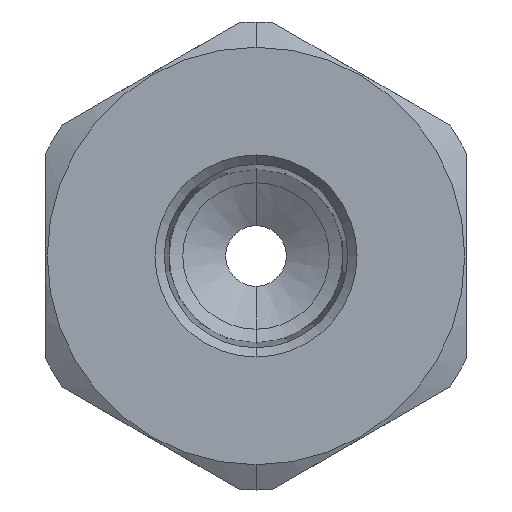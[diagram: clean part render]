
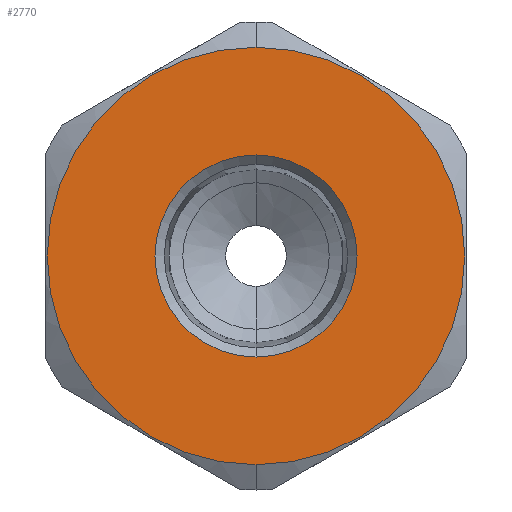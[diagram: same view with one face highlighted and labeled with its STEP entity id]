
A CAD part, left-side view. The second image highlights one B-rep face of the part: STEP entity #2770.
In plain terms, the highlighted planar face has unit normal (-1, 0, 0).
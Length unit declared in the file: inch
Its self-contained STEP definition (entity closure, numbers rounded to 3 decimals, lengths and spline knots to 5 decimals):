
#34 = CIRCLE ( 'NONE', #36, 0.62 ) ;
#36 = AXIS2_PLACEMENT_3D ( 'NONE', #6639, #6640, #6641 ) ;
#129 = CIRCLE ( 'NONE', #131, 0.3 ) ;
#131 = AXIS2_PLACEMENT_3D ( 'NONE', #3798, #3799, #3800 ) ;
#276 = EDGE_CURVE ( 'NONE', #1912, #1910, #5495, .T. ) ;
#319 = EDGE_CURVE ( 'NONE', #1866, #1865, #1050, .T. ) ;
#510 = CARTESIAN_POINT ( 'NONE',  ( 0., 0., 0. ) ) ;
#511 = DIRECTION ( 'NONE',  ( 1., 0., 0. ) ) ;
#512 = DIRECTION ( 'NONE',  ( 0., 0., -1. ) ) ;
#724 = CARTESIAN_POINT ( 'NONE',  ( 0., 0., 0. ) ) ;
#725 = DIRECTION ( 'NONE',  ( 1., 0., 0. ) ) ;
#726 = DIRECTION ( 'NONE',  ( 0., 0., -1. ) ) ;
#1050 = CIRCLE ( 'NONE', #1055, 0.3 ) ;
#1055 = AXIS2_PLACEMENT_3D ( 'NONE', #724, #725, #726 ) ;
#1865 = VERTEX_POINT ( 'NONE', #5712 ) ;
#1866 = VERTEX_POINT ( 'NONE', #5713 ) ;
#1910 = VERTEX_POINT ( 'NONE', #5757 ) ;
#1912 = VERTEX_POINT ( 'NONE', #5759 ) ;
#2770 = ADVANCED_FACE ( 'NONE', ( #5903, #5904 ), #5905, .T. ) ;
#3798 = CARTESIAN_POINT ( 'NONE',  ( 0., 0., 0. ) ) ;
#3799 = DIRECTION ( 'NONE',  ( 1., 0., 0. ) ) ;
#3800 = DIRECTION ( 'NONE',  ( 0., 0., -1. ) ) ;
#4319 = EDGE_LOOP ( 'NONE', ( #4756, #4757 ) ) ;
#4329 = EDGE_LOOP ( 'NONE', ( #4758, #4759 ) ) ;
#4756 = ORIENTED_EDGE ( 'NONE', *, *, #5464, .T. ) ;
#4757 = ORIENTED_EDGE ( 'NONE', *, *, #319, .T. ) ;
#4758 = ORIENTED_EDGE ( 'NONE', *, *, #5346, .F. ) ;
#4759 = ORIENTED_EDGE ( 'NONE', *, *, #276, .F. ) ;
#5346 = EDGE_CURVE ( 'NONE', #1910, #1912, #34, .T. ) ;
#5464 = EDGE_CURVE ( 'NONE', #1865, #1866, #129, .T. ) ;
#5492 = AXIS2_PLACEMENT_3D ( 'NONE', #510, #511, #512 ) ;
#5495 = CIRCLE ( 'NONE', #5492, 0.62 ) ;
#5547 = AXIS2_PLACEMENT_3D ( 'NONE', #5900, #5907, #5908 ) ;
#5712 = CARTESIAN_POINT ( 'NONE',  ( 0., 0., 0.3 ) ) ;
#5713 = CARTESIAN_POINT ( 'NONE',  ( 0., 0., -0.3 ) ) ;
#5757 = CARTESIAN_POINT ( 'NONE',  ( 0., 0., -0.62 ) ) ;
#5759 = CARTESIAN_POINT ( 'NONE',  ( 0., 0., 0.62 ) ) ;
#5900 = CARTESIAN_POINT ( 'NONE',  ( 0., 0., -0.62 ) ) ;
#5903 = FACE_BOUND ( 'NONE', #4319, .T. ) ;
#5904 = FACE_OUTER_BOUND ( 'NONE', #4329, .T. ) ;
#5905 = PLANE ( 'NONE',  #5547 ) ;
#5907 = DIRECTION ( 'NONE',  ( -1., 0., 0. ) ) ;
#5908 = DIRECTION ( 'NONE',  ( 0., 0., 1. ) ) ;
#6639 = CARTESIAN_POINT ( 'NONE',  ( 0., 0., 0. ) ) ;
#6640 = DIRECTION ( 'NONE',  ( 1., 0., 0. ) ) ;
#6641 = DIRECTION ( 'NONE',  ( 0., 0., -1. ) ) ;
